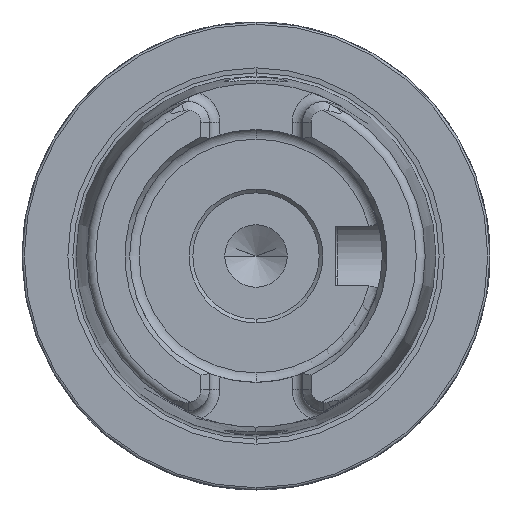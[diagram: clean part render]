
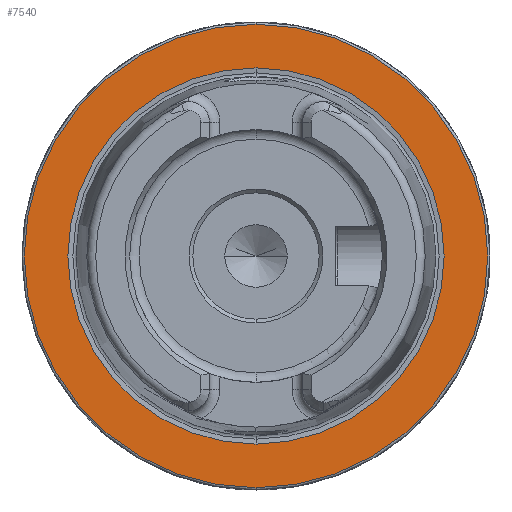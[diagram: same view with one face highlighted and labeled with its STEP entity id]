
A CAD part, left-side view. The second image highlights one B-rep face of the part: STEP entity #7540.
In plain terms, the highlighted planar face has unit normal (-1, 0, 0).
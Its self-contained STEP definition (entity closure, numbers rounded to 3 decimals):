
#170 = AXIS2_PLACEMENT_3D ( 'NONE', #2575, #2581, #2582 ) ;
#1098 = CARTESIAN_POINT ( 'NONE',  ( 0., 0., 0. ) ) ;
#1099 = DIRECTION ( 'NONE',  ( -1., 0., 0. ) ) ;
#1100 = DIRECTION ( 'NONE',  ( 0., 0., 1. ) ) ;
#1101 = CARTESIAN_POINT ( 'NONE',  ( 0., 0., 0. ) ) ;
#1102 = DIRECTION ( 'NONE',  ( -1., 0., 0. ) ) ;
#1103 = DIRECTION ( 'NONE',  ( 0., 0., 1. ) ) ;
#2575 = CARTESIAN_POINT ( 'NONE',  ( 0., 31.2, 0. ) ) ;
#2576 = PLANE ( 'NONE',  #170 ) ;
#2581 = DIRECTION ( 'NONE',  ( 1., 0., 0. ) ) ;
#2582 = DIRECTION ( 'NONE',  ( 0., 0., -1. ) ) ;
#2989 = FACE_BOUND ( 'NONE', #8482, .T. ) ;
#3003 = FACE_OUTER_BOUND ( 'NONE', #9198, .T. ) ;
#3593 = ORIENTED_EDGE ( 'NONE', *, *, #9225, .F. ) ;
#3594 = ORIENTED_EDGE ( 'NONE', *, *, #9294, .F. ) ;
#3595 = ORIENTED_EDGE ( 'NONE', *, *, #9298, .T. ) ;
#3596 = ORIENTED_EDGE ( 'NONE', *, *, #9224, .T. ) ;
#5132 = CIRCLE ( 'NONE', #10503, 31.2 ) ;
#5133 = CIRCLE ( 'NONE', #10504, 25.324 ) ;
#5209 = CIRCLE ( 'NONE', #10537, 25.324 ) ;
#5218 = CIRCLE ( 'NONE', #10540, 31.2 ) ;
#6210 = CARTESIAN_POINT ( 'NONE',  ( 0., 0., 0. ) ) ;
#6211 = DIRECTION ( 'NONE',  ( -1., 0., 0. ) ) ;
#6212 = DIRECTION ( 'NONE',  ( 0., 0., 1. ) ) ;
#6219 = CARTESIAN_POINT ( 'NONE',  ( 0., 0., 0. ) ) ;
#6220 = DIRECTION ( 'NONE',  ( -1., 0., 0. ) ) ;
#6221 = DIRECTION ( 'NONE',  ( 0., 0., 1. ) ) ;
#6535 = CARTESIAN_POINT ( 'NONE',  ( 0., 0., -31.2 ) ) ;
#6555 = CARTESIAN_POINT ( 'NONE',  ( 0., 0., -25.324 ) ) ;
#6574 = CARTESIAN_POINT ( 'NONE',  ( 0., 0., 25.324 ) ) ;
#6579 = CARTESIAN_POINT ( 'NONE',  ( 0., 0., 31.2 ) ) ;
#7540 = ADVANCED_FACE ( 'NONE', ( #2989, #3003 ), #2576, .F. ) ;
#8482 = EDGE_LOOP ( 'NONE', ( #3593, #3594 ) ) ;
#9198 = EDGE_LOOP ( 'NONE', ( #3595, #3596 ) ) ;
#9224 = EDGE_CURVE ( 'NONE', #10309, #10353, #5132, .T. ) ;
#9225 = EDGE_CURVE ( 'NONE', #10348, #10329, #5133, .T. ) ;
#9294 = EDGE_CURVE ( 'NONE', #10329, #10348, #5209, .T. ) ;
#9298 = EDGE_CURVE ( 'NONE', #10353, #10309, #5218, .T. ) ;
#10309 = VERTEX_POINT ( 'NONE', #6535 ) ;
#10329 = VERTEX_POINT ( 'NONE', #6555 ) ;
#10348 = VERTEX_POINT ( 'NONE', #6574 ) ;
#10353 = VERTEX_POINT ( 'NONE', #6579 ) ;
#10503 = AXIS2_PLACEMENT_3D ( 'NONE', #1098, #1099, #1100 ) ;
#10504 = AXIS2_PLACEMENT_3D ( 'NONE', #1101, #1102, #1103 ) ;
#10537 = AXIS2_PLACEMENT_3D ( 'NONE', #6210, #6211, #6212 ) ;
#10540 = AXIS2_PLACEMENT_3D ( 'NONE', #6219, #6220, #6221 ) ;
